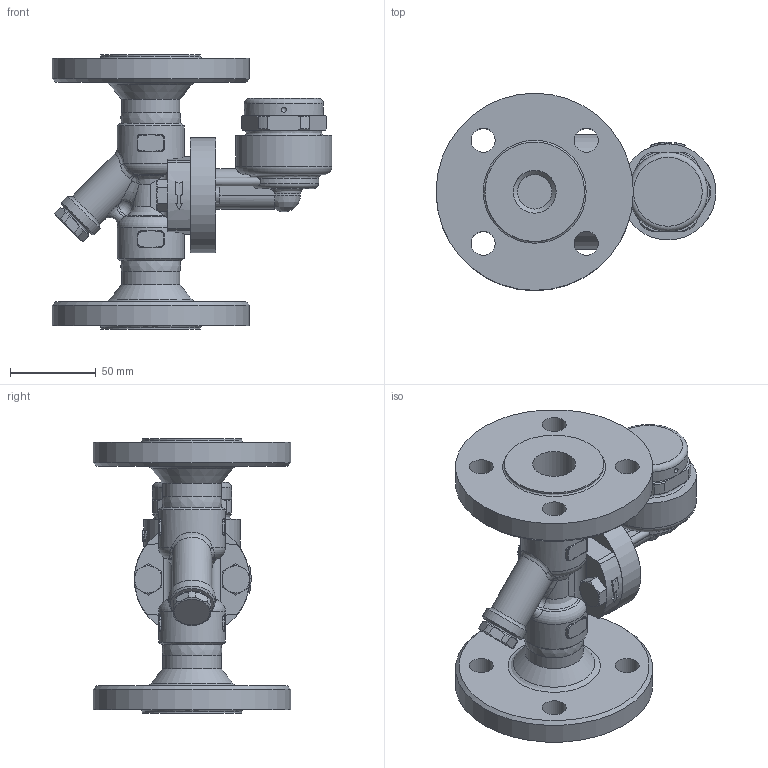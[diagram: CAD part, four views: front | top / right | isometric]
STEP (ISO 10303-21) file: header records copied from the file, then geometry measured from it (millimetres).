
FILE_DESCRIPTION((''),'2;1');
FILE_NAME('p46u-025-e0025-00.stp','2011-03-22T16:33:35',('nakaot'),(''),'Autodesk Inventor 2008','Autodesk Inventor 2008','');
FILE_SCHEMA(('AUTOMOTIVE_DESIGN { 1 0 10303 214 1 1 1 1 }'));
Length unit declared in the file: millimetre
Products named in the file (1): p46u-025-e0025-00
Bounding box: 163.11 x 115 x 160 mm (x, y, z)
Volume: 599320.6 mm3; surface area: 108167 mm2
Topology: 1 solids, 1 shells, 368 faces, 923 edges, 561 vertices
Faces by surface type: plane 107, cylinder 104, bspline 100, cone 31, torus 22, sphere 4
Full cylindrical faces by diameter (mm): 9.5 x2, 14 x4, 20 x1, 21 x1, 23 x1, 25 x1, 27 x1, 34 x1, 35 x1, 36 x1, 39 x2, 46.1 x1, 56 x1, 58 x1, 67 x1, 115 x1
Entity records: 15552 total; most frequent: CARTESIAN_POINT 7718, ORIENTED_EDGE 1642, DIRECTION 1506, EDGE_CURVE 821, AXIS2_PLACEMENT_3D 618, VERTEX_POINT 540, EDGE_LOOP 473, FACE_OUTER_BOUND 368
